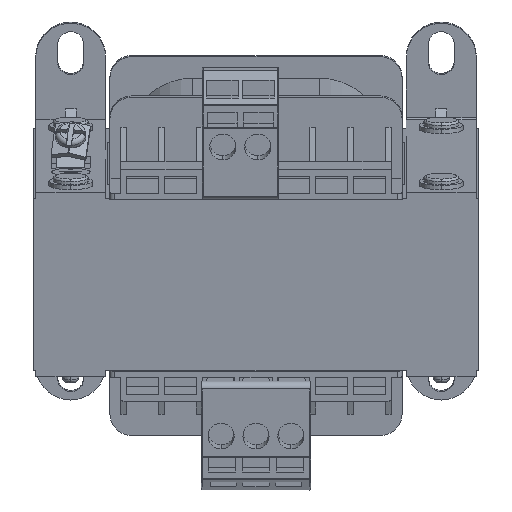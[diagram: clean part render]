
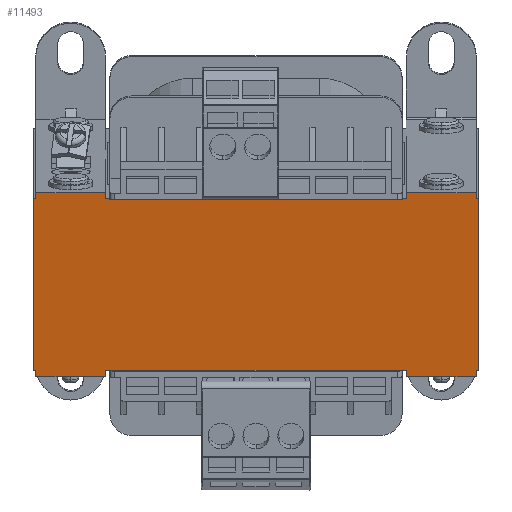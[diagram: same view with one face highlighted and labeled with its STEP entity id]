
A CAD part, top view. The second image highlights one B-rep face of the part: STEP entity #11493.
In plain terms, the highlighted planar face has unit normal (0, -0.191, 0.982).
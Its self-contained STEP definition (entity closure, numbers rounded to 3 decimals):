
#508=DIRECTION('',(-1.,0.,0.));
#509=VECTOR('',#508,0.5);
#510=CARTESIAN_POINT('',(84.5,63.449,-9.191));
#511=LINE('',#510,#509);
#524=DIRECTION('',(-1.,0.,0.));
#525=VECTOR('',#524,1.);
#526=CARTESIAN_POINT('',(0.,63.449,
-9.191));
#527=LINE('',#526,#525);
#552=DIRECTION('',(-1.,0.,0.));
#553=VECTOR('',#552,1.);
#554=CARTESIAN_POINT('',(68.,63.449,-9.191));
#555=LINE('',#554,#553);
#576=DIRECTION('',(-1.,0.,0.));
#577=VECTOR('',#576,0.5);
#578=CARTESIAN_POINT('',(-17.,63.449,-9.191));
#579=LINE('',#578,#577);
#759=DIRECTION('',(0.,0.982,0.191));
#760=VECTOR('',#759,1.5);
#761=CARTESIAN_POINT('',(-1.,61.976,-9.477));
#762=LINE('',#761,#760);
#763=DIRECTION('',(1.,0.,0.));
#764=VECTOR('',#763,16.);
#765=CARTESIAN_POINT('',(-17.,61.976,-9.477));
#766=LINE('',#765,#764);
#767=DIRECTION('',(0.,-0.982,-0.191));
#768=VECTOR('',#767,1.5);
#769=CARTESIAN_POINT('',(-17.,63.449,-9.191));
#770=LINE('',#769,#768);
#771=DIRECTION('',(0.,-0.982,-0.191));
#772=VECTOR('',#771,40.);
#773=CARTESIAN_POINT('',(-17.5,102.713,-1.557));
#774=LINE('',#773,#772);
#775=DIRECTION('',(-1.,0.,0.));
#776=VECTOR('',#775,0.5);
#777=CARTESIAN_POINT('',(-17.,102.713,-1.557));
#778=LINE('',#777,#776);
#779=DIRECTION('',(0.,-0.982,-0.191));
#780=VECTOR('',#779,1.5);
#781=CARTESIAN_POINT('',(-17.,104.186,-1.271));
#782=LINE('',#781,#780);
#783=DIRECTION('',(-1.,0.,0.));
#784=VECTOR('',#783,1.);
#785=CARTESIAN_POINT('',(0.,102.713,
-1.557));
#786=LINE('',#785,#784);
#787=DIRECTION('',(-1.,0.,0.));
#788=VECTOR('',#787,1.);
#789=CARTESIAN_POINT('',(68.,102.713,-1.557));
#790=LINE('',#789,#788);
#791=DIRECTION('',(0.,-0.982,-0.191));
#792=VECTOR('',#791,1.5);
#793=CARTESIAN_POINT('',(68.,104.186,-1.271));
#794=LINE('',#793,#792);
#795=DIRECTION('',(-1.,0.,0.));
#796=VECTOR('',#795,16.);
#797=CARTESIAN_POINT('',(84.,104.186,-1.271));
#798=LINE('',#797,#796);
#799=DIRECTION('',(0.,0.982,0.191));
#800=VECTOR('',#799,1.5);
#801=CARTESIAN_POINT('',(84.,102.713,-1.557));
#802=LINE('',#801,#800);
#803=DIRECTION('',(-1.,0.,0.));
#804=VECTOR('',#803,0.5);
#805=CARTESIAN_POINT('',(84.5,102.713,-1.557));
#806=LINE('',#805,#804);
#807=DIRECTION('',(0.,0.982,0.191));
#808=VECTOR('',#807,40.);
#809=CARTESIAN_POINT('',(84.5,63.449,-9.191));
#810=LINE('',#809,#808);
#811=DIRECTION('',(0.,0.982,0.191));
#812=VECTOR('',#811,1.5);
#813=CARTESIAN_POINT('',(84.,61.976,-9.477));
#814=LINE('',#813,#812);
#815=DIRECTION('',(1.,0.,0.));
#816=VECTOR('',#815,16.);
#817=CARTESIAN_POINT('',(68.,61.976,-9.477));
#818=LINE('',#817,#816);
#819=DIRECTION('',(0.,-0.982,-0.191));
#820=VECTOR('',#819,1.5);
#821=CARTESIAN_POINT('',(68.,63.449,-9.191));
#822=LINE('',#821,#820);
#1325=DIRECTION('',(0.,-0.982,-0.191));
#1326=VECTOR('',#1325,1.5);
#1327=CARTESIAN_POINT('',(-1.,104.186,-1.271));
#1328=LINE('',#1327,#1326);
#1350=DIRECTION('',(1.,0.,0.));
#1351=VECTOR('',#1350,16.);
#1352=CARTESIAN_POINT('',(-17.,104.186,-1.271));
#1353=LINE('',#1352,#1351);
#2632=DIRECTION('',(-1.,0.,0.));
#2633=VECTOR('',#2632,67.);
#2634=CARTESIAN_POINT('',(67.,102.713,-1.557));
#2635=LINE('',#2634,#2633);
#2738=DIRECTION('',(1.,0.,0.));
#2739=VECTOR('',#2738,67.);
#2740=CARTESIAN_POINT('',(0.,63.449,
-9.191));
#2741=LINE('',#2740,#2739);
#8048=CARTESIAN_POINT('',(84.5,63.449,-9.191));
#8049=CARTESIAN_POINT('',(84.5,102.713,-1.557));
#8050=VERTEX_POINT('',#8048);
#8051=VERTEX_POINT('',#8049);
#8060=CARTESIAN_POINT('',(-17.5,102.713,-1.557));
#8061=CARTESIAN_POINT('',(-17.5,63.449,-9.191));
#8062=VERTEX_POINT('',#8060);
#8063=VERTEX_POINT('',#8061);
#8075=CARTESIAN_POINT('',(84.,61.976,-9.477));
#8077=VERTEX_POINT('',#8075);
#8108=CARTESIAN_POINT('',(68.,61.976,-9.477));
#8109=VERTEX_POINT('',#8108);
#8151=CARTESIAN_POINT('',(-1.,61.976,-9.477));
#8153=VERTEX_POINT('',#8151);
#8184=CARTESIAN_POINT('',(-17.,61.976,-9.477));
#8185=VERTEX_POINT('',#8184);
#8227=CARTESIAN_POINT('',(68.,104.186,-1.271));
#8229=VERTEX_POINT('',#8227);
#8260=CARTESIAN_POINT('',(84.,104.186,-1.271));
#8261=VERTEX_POINT('',#8260);
#8412=CARTESIAN_POINT('',(-17.,104.186,-1.271));
#8414=VERTEX_POINT('',#8412);
#8423=CARTESIAN_POINT('',(-1.,104.186,-1.271));
#8424=VERTEX_POINT('',#8423);
#9883=CARTESIAN_POINT('',(67.,102.713,-1.557));
#9885=VERTEX_POINT('',#9883);
#9888=CARTESIAN_POINT('',(67.,63.449,-9.191));
#9889=VERTEX_POINT('',#9888);
#9898=CARTESIAN_POINT('',(0.,102.713,
-1.557));
#9899=VERTEX_POINT('',#9898);
#9908=CARTESIAN_POINT('',(0.,63.449,
-9.191));
#9909=VERTEX_POINT('',#9908);
#9955=CARTESIAN_POINT('',(-17.,102.713,-1.557));
#9957=VERTEX_POINT('',#9955);
#9959=CARTESIAN_POINT('',(-1.,102.713,-1.557));
#9961=VERTEX_POINT('',#9959);
#9987=CARTESIAN_POINT('',(68.,102.713,-1.557));
#9989=VERTEX_POINT('',#9987);
#9991=CARTESIAN_POINT('',(84.,102.713,-1.557));
#9993=VERTEX_POINT('',#9991);
#10007=CARTESIAN_POINT('',(84.,63.449,-9.191));
#10009=VERTEX_POINT('',#10007);
#10011=CARTESIAN_POINT('',(68.,63.449,-9.191));
#10013=VERTEX_POINT('',#10011);
#10023=CARTESIAN_POINT('',(-1.,63.449,-9.191));
#10025=VERTEX_POINT('',#10023);
#10027=CARTESIAN_POINT('',(-17.,63.449,-9.191));
#10029=VERTEX_POINT('',#10027);
#11451=CARTESIAN_POINT('',(33.5,83.081,-5.374));
#11452=DIRECTION('',(0.,-0.191,0.982));
#11453=DIRECTION('',(-1.,0.,0.));
#11454=AXIS2_PLACEMENT_3D('',#11451,#11452,#11453);
#11455=PLANE('',#11454);
#11456=ORIENTED_EDGE('',*,*,#11133,.T.);
#11457=ORIENTED_EDGE('',*,*,#11106,.F.);
#11458=ORIENTED_EDGE('',*,*,#11011,.F.);
#11460=ORIENTED_EDGE('',*,*,#11459,.F.);
#11461=ORIENTED_EDGE('',*,*,#11180,.T.);
#11463=ORIENTED_EDGE('',*,*,#11462,.F.);
#11464=ORIENTED_EDGE('',*,*,#10726,.F.);
#11466=ORIENTED_EDGE('',*,*,#11465,.F.);
#11468=ORIENTED_EDGE('',*,*,#11467,.T.);
#11470=ORIENTED_EDGE('',*,*,#11469,.T.);
#11471=ORIENTED_EDGE('',*,*,#10835,.F.);
#11473=ORIENTED_EDGE('',*,*,#11472,.F.);
#11474=ORIENTED_EDGE('',*,*,#10808,.F.);
#11476=ORIENTED_EDGE('',*,*,#11475,.F.);
#11478=ORIENTED_EDGE('',*,*,#11477,.F.);
#11480=ORIENTED_EDGE('',*,*,#11479,.F.);
#11481=ORIENTED_EDGE('',*,*,#10855,.F.);
#11483=ORIENTED_EDGE('',*,*,#11482,.F.);
#11484=ORIENTED_EDGE('',*,*,#11118,.T.);
#11485=ORIENTED_EDGE('',*,*,#11205,.F.);
#11486=ORIENTED_EDGE('',*,*,#11306,.F.);
#11487=ORIENTED_EDGE('',*,*,#11438,.F.);
#11488=ORIENTED_EDGE('',*,*,#11160,.T.);
#11490=ORIENTED_EDGE('',*,*,#11489,.F.);
#11491=EDGE_LOOP('',(#11456,#11457,#11458,#11460,#11461,#11463,#11464,#11466,
#11468,#11470,#11471,#11473,#11474,#11476,#11478,#11480,#11481,#11483,#11484,
#11485,#11486,#11487,#11488,#11490));
#11492=FACE_OUTER_BOUND('',#11491,.F.);
#11493=ADVANCED_FACE('',(#11492),#11455,.T.);
#10726=EDGE_CURVE('',#9957,#8062,#778,.T.);
#10808=EDGE_CURVE('',#9989,#9885,#790,.T.);
#10835=EDGE_CURVE('',#9899,#9961,#786,.T.);
#10855=EDGE_CURVE('',#8051,#9993,#806,.T.);
#11011=EDGE_CURVE('',#8185,#8153,#766,.T.);
#11106=EDGE_CURVE('',#8153,#10025,#762,.T.);
#11118=EDGE_CURVE('',#8050,#10009,#511,.T.);
#11133=EDGE_CURVE('',#9909,#10025,#527,.T.);
#11160=EDGE_CURVE('',#10013,#9889,#555,.T.);
#11180=EDGE_CURVE('',#10029,#8063,#579,.T.);
#11205=EDGE_CURVE('',#8077,#10009,#814,.T.);
#11306=EDGE_CURVE('',#8109,#8077,#818,.T.);
#11438=EDGE_CURVE('',#10013,#8109,#822,.T.);
#11459=EDGE_CURVE('',#10029,#8185,#770,.T.);
#11462=EDGE_CURVE('',#8062,#8063,#774,.T.);
#11465=EDGE_CURVE('',#8414,#9957,#782,.T.);
#11467=EDGE_CURVE('',#8414,#8424,#1353,.T.);
#11469=EDGE_CURVE('',#8424,#9961,#1328,.T.);
#11472=EDGE_CURVE('',#9885,#9899,#2635,.T.);
#11475=EDGE_CURVE('',#8229,#9989,#794,.T.);
#11477=EDGE_CURVE('',#8261,#8229,#798,.T.);
#11479=EDGE_CURVE('',#9993,#8261,#802,.T.);
#11482=EDGE_CURVE('',#8050,#8051,#810,.T.);
#11489=EDGE_CURVE('',#9909,#9889,#2741,.T.);
